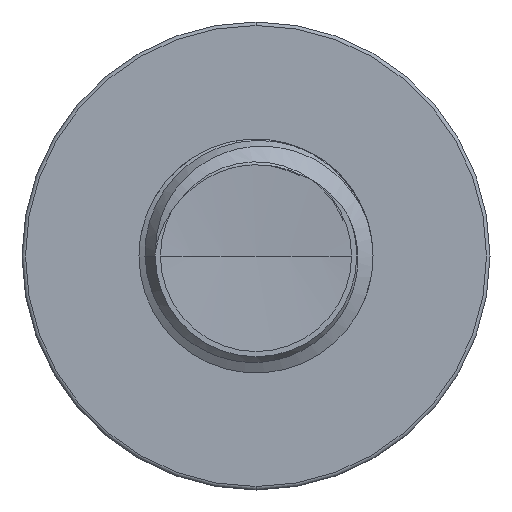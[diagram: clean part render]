
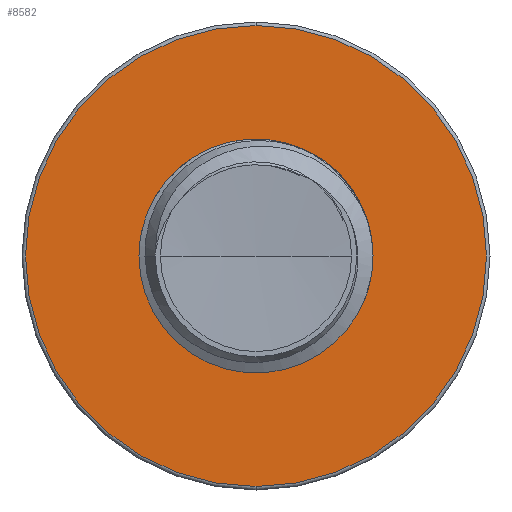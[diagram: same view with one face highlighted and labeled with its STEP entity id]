
A CAD part, front view. The second image highlights one B-rep face of the part: STEP entity #8582.
In plain terms, the highlighted planar face has unit normal (0, -1, 0).
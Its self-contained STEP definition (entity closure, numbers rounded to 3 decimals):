
#8 = AXIS2_PLACEMENT_3D ( 'NONE', #1566, #13, #4715 ) ;
#13 = DIRECTION ( 'NONE',  ( 0., -1., 0. ) ) ;
#103 = CARTESIAN_POINT ( 'NONE',  ( 0., 4., 0. ) ) ;
#593 = ORIENTED_EDGE ( 'NONE', *, *, #19143, .T. ) ;
#804 = CARTESIAN_POINT ( 'NONE',  ( 0., 4., -1.203 ) ) ;
#1566 = CARTESIAN_POINT ( 'NONE',  ( 0., 4., 1.203 ) ) ;
#1642 = DIRECTION ( 'NONE',  ( 0., 0., -1. ) ) ;
#1879 = DIRECTION ( 'NONE',  ( 0., -1., 0. ) ) ;
#2845 = AXIS2_PLACEMENT_3D ( 'NONE', #6172, #13978, #17080 ) ;
#3106 = PLANE ( 'NONE',  #8 ) ;
#4199 = ORIENTED_EDGE ( 'NONE', *, *, #4917, .T. ) ;
#4386 = EDGE_CURVE ( 'NONE', #14235, #6836, #11261, .T. ) ;
#4715 = DIRECTION ( 'NONE',  ( 0., 0., -1. ) ) ;
#4917 = EDGE_CURVE ( 'NONE', #6164, #8673, #7453, .T. ) ;
#5179 = CARTESIAN_POINT ( 'NONE',  ( 0., 4., 1.203 ) ) ;
#5225 = ORIENTED_EDGE ( 'NONE', *, *, #4386, .F. ) ;
#5878 = CARTESIAN_POINT ( 'NONE',  ( 0., 4., -2.462 ) ) ;
#6164 = VERTEX_POINT ( 'NONE', #5878 ) ;
#6172 = CARTESIAN_POINT ( 'NONE',  ( 0., 4., 0. ) ) ;
#6836 = VERTEX_POINT ( 'NONE', #804 ) ;
#7453 = CIRCLE ( 'NONE', #2845, 2.462 ) ;
#7569 = DIRECTION ( 'NONE',  ( 0., 0., -1. ) ) ;
#8055 = DIRECTION ( 'NONE',  ( 0., -1., 0. ) ) ;
#8147 = CARTESIAN_POINT ( 'NONE',  ( 0., 4., 0. ) ) ;
#8582 = ADVANCED_FACE ( 'NONE', ( #17584, #13438 ), #3106, .T. ) ;
#8673 = VERTEX_POINT ( 'NONE', #12378 ) ;
#8789 = ORIENTED_EDGE ( 'NONE', *, *, #11902, .F. ) ;
#10885 = DIRECTION ( 'NONE',  ( 0., -1., 0. ) ) ;
#11120 = CARTESIAN_POINT ( 'NONE',  ( 0., 4., 0. ) ) ;
#11261 = CIRCLE ( 'NONE', #15711, 1.203 ) ;
#11902 = EDGE_CURVE ( 'NONE', #6836, #14235, #17170, .T. ) ;
#12378 = CARTESIAN_POINT ( 'NONE',  ( 0., 4., 2.462 ) ) ;
#12565 = DIRECTION ( 'NONE',  ( 0., 0., -1. ) ) ;
#12721 = AXIS2_PLACEMENT_3D ( 'NONE', #103, #10885, #1642 ) ;
#13438 = FACE_BOUND ( 'NONE', #15987, .T. ) ;
#13978 = DIRECTION ( 'NONE',  ( 0., -1., 0. ) ) ;
#14235 = VERTEX_POINT ( 'NONE', #5179 ) ;
#15684 = AXIS2_PLACEMENT_3D ( 'NONE', #11120, #1879, #12565 ) ;
#15711 = AXIS2_PLACEMENT_3D ( 'NONE', #8147, #8055, #7569 ) ;
#15987 = EDGE_LOOP ( 'NONE', ( #8789, #5225 ) ) ;
#17080 = DIRECTION ( 'NONE',  ( 0., 0., -1. ) ) ;
#17139 = CIRCLE ( 'NONE', #15684, 2.462 ) ;
#17170 = CIRCLE ( 'NONE', #12721, 1.203 ) ;
#17584 = FACE_OUTER_BOUND ( 'NONE', #18339, .T. ) ;
#18339 = EDGE_LOOP ( 'NONE', ( #4199, #593 ) ) ;
#19143 = EDGE_CURVE ( 'NONE', #8673, #6164, #17139, .T. ) ;
